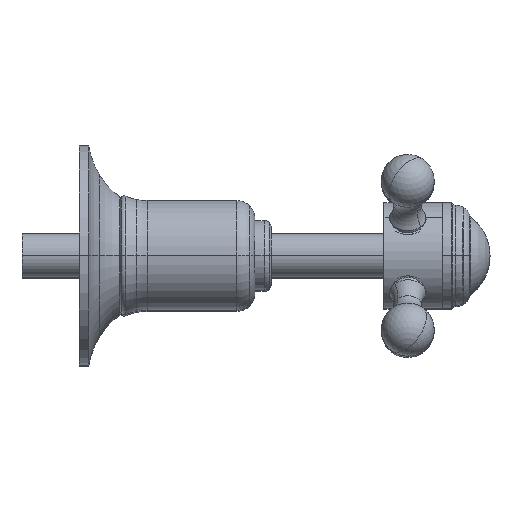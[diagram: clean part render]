
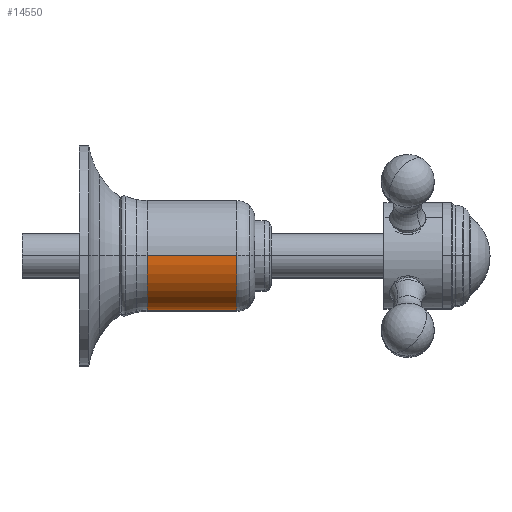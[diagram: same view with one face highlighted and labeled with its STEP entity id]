
A CAD part, top view. The second image highlights one B-rep face of the part: STEP entity #14550.
In plain terms, the highlighted cylindrical face has radius 15 mm (diameter 30 mm), a partial arc.
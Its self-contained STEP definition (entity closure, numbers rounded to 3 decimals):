
#13975=CARTESIAN_POINT('',(8.931,-5.531,106.));
#13976=DIRECTION('',(-1.,0.,0.));
#13977=DIRECTION('',(0.,0.,-1.));
#13978=AXIS2_PLACEMENT_3D('',#13975,#13976,#13977);
#13980=DIRECTION('',(-1.,0.,0.));
#13981=VECTOR('',#13980,24.5);
#13982=CARTESIAN_POINT('',(33.431,-5.531,91.));
#13983=LINE('',#13982,#13981);
#13984=DIRECTION('',(-1.,0.,0.));
#13985=VECTOR('',#13984,24.5);
#13986=CARTESIAN_POINT('',(33.431,-5.531,121.));
#13987=LINE('',#13986,#13985);
#14023=CARTESIAN_POINT('',(33.431,-5.531,106.));
#14024=DIRECTION('',(1.,0.,0.));
#14025=DIRECTION('',(0.,0.,1.));
#14026=AXIS2_PLACEMENT_3D('',#14023,#14024,#14025);
#14213=CARTESIAN_POINT('',(33.431,-5.531,121.));
#14214=VERTEX_POINT('',#14213);
#14215=CARTESIAN_POINT('',(33.431,-5.531,91.));
#14216=VERTEX_POINT('',#14215);
#14217=CARTESIAN_POINT('',(8.931,-5.531,121.));
#14218=VERTEX_POINT('',#14217);
#14219=CARTESIAN_POINT('',(8.931,-5.531,91.));
#14220=VERTEX_POINT('',#14219);
#14536=CARTESIAN_POINT('',(-12.539,-5.531,106.));
#14537=DIRECTION('',(-1.,0.,0.));
#14538=DIRECTION('',(0.,0.,-1.));
#14539=AXIS2_PLACEMENT_3D('',#14536,#14537,#14538);
#14540=CYLINDRICAL_SURFACE('',#14539,15.);
#14541=ORIENTED_EDGE('',*,*,#14526,.T.);
#14543=ORIENTED_EDGE('',*,*,#14542,.F.);
#14545=ORIENTED_EDGE('',*,*,#14544,.T.);
#14547=ORIENTED_EDGE('',*,*,#14546,.T.);
#14548=EDGE_LOOP('',(#14541,#14543,#14545,#14547));
#14549=FACE_OUTER_BOUND('',#14548,.F.);
#14550=ADVANCED_FACE('',(#14549),#14540,.T.);
#13979=CIRCLE('',#13978,15.);
#14027=CIRCLE('',#14026,15.);
#14526=EDGE_CURVE('',#14220,#14218,#13979,.T.);
#14542=EDGE_CURVE('',#14214,#14218,#13987,.T.);
#14544=EDGE_CURVE('',#14214,#14216,#14027,.T.);
#14546=EDGE_CURVE('',#14216,#14220,#13983,.T.);
